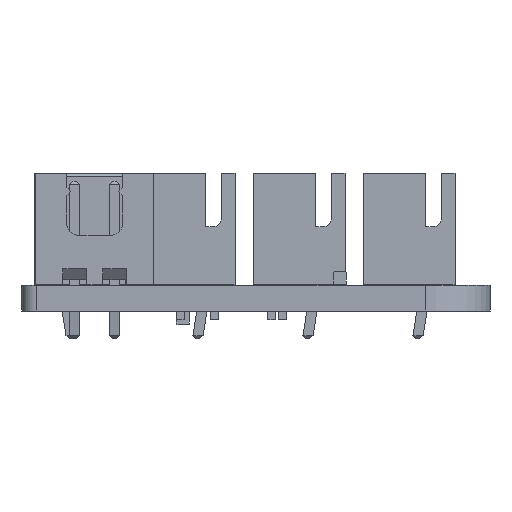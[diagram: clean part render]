
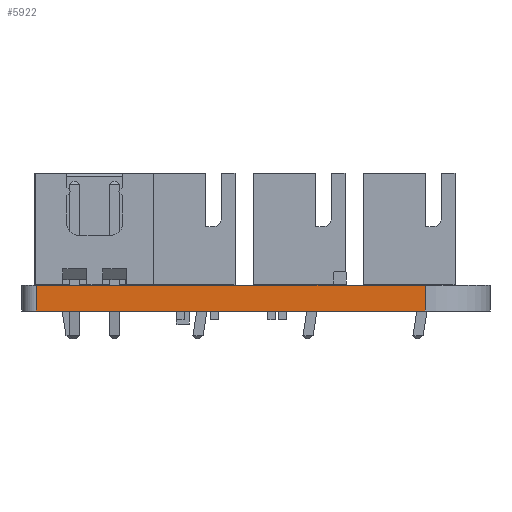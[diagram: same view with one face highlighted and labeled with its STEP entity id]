
A CAD part, left-side view. The second image highlights one B-rep face of the part: STEP entity #5922.
In plain terms, the highlighted planar face has unit normal (-1, 0, 0).
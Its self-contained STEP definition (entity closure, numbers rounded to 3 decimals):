
#4833 = VERTEX_POINT('',#4834);
#4834 = CARTESIAN_POINT('',(131.488,-86.297,0.));
#4841 = EDGE_CURVE('',#4842,#4833,#4844,.T.);
#4842 = VERTEX_POINT('',#4843);
#4843 = CARTESIAN_POINT('',(131.488,-110.681,0.));
#4844 = LINE('',#4845,#4846);
#4845 = CARTESIAN_POINT('',(131.488,-110.681,0.));
#4846 = VECTOR('',#4847,1.);
#4847 = DIRECTION('',(0.,1.,0.));
#5364 = VERTEX_POINT('',#5365);
#5365 = CARTESIAN_POINT('',(131.488,-86.297,1.6));
#5372 = EDGE_CURVE('',#5373,#5364,#5375,.T.);
#5373 = VERTEX_POINT('',#5374);
#5374 = CARTESIAN_POINT('',(131.488,-110.681,1.6));
#5375 = LINE('',#5376,#5377);
#5376 = CARTESIAN_POINT('',(131.488,-110.681,1.6));
#5377 = VECTOR('',#5378,1.);
#5378 = DIRECTION('',(0.,1.,0.));
#5892 = EDGE_CURVE('',#4833,#5364,#5893,.T.);
#5893 = LINE('',#5894,#5895);
#5894 = CARTESIAN_POINT('',(131.488,-86.297,0.));
#5895 = VECTOR('',#5896,1.);
#5896 = DIRECTION('',(0.,0.,1.));
#5922 = ADVANCED_FACE('',(#5923),#5934,.T.);
#5923 = FACE_BOUND('',#5924,.T.);
#5924 = EDGE_LOOP('',(#5925,#5931,#5932,#5933));
#5925 = ORIENTED_EDGE('',*,*,#5926,.T.);
#5926 = EDGE_CURVE('',#4842,#5373,#5927,.T.);
#5927 = LINE('',#5928,#5929);
#5928 = CARTESIAN_POINT('',(131.488,-110.681,0.));
#5929 = VECTOR('',#5930,1.);
#5930 = DIRECTION('',(0.,0.,1.));
#5931 = ORIENTED_EDGE('',*,*,#5372,.T.);
#5932 = ORIENTED_EDGE('',*,*,#5892,.F.);
#5933 = ORIENTED_EDGE('',*,*,#4841,.F.);
#5934 = PLANE('',#5935);
#5935 = AXIS2_PLACEMENT_3D('',#5936,#5937,#5938);
#5936 = CARTESIAN_POINT('',(131.488,-110.681,0.));
#5937 = DIRECTION('',(-1.,0.,0.));
#5938 = DIRECTION('',(0.,1.,0.));
